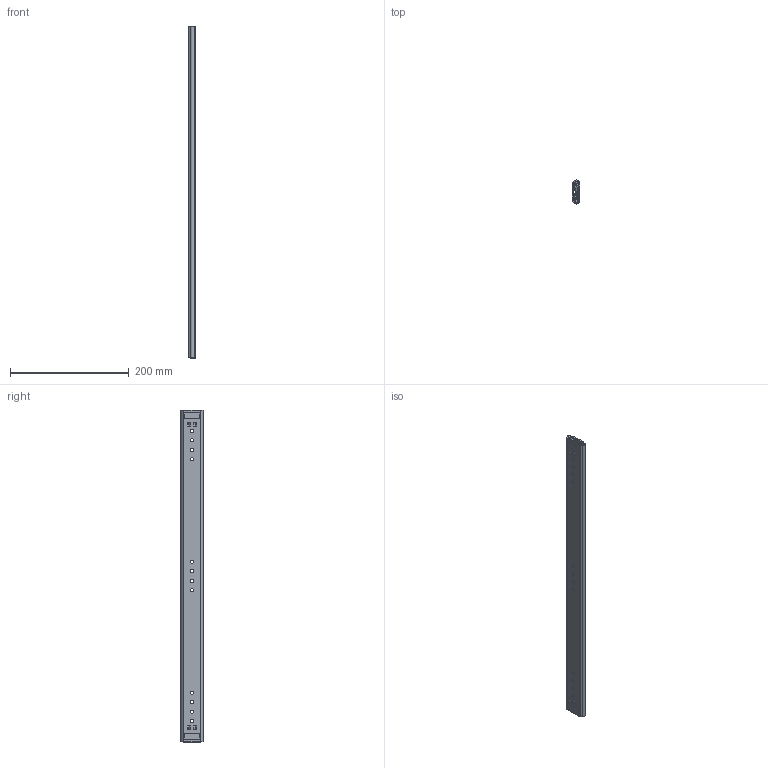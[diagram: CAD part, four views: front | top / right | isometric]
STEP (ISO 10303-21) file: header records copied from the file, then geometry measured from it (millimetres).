
FILE_DESCRIPTION (( 'STEP AP214' ), '1' );
FILE_NAME ('FR_5391.0559mm_22inch_closed.STEP', '2022-10-20T04:52:59', ( '' ), ( '' ), 'SwSTEP 2.0', 'SolidWorks 2020', '' );
FILE_SCHEMA (( 'AUTOMOTIVE_DESIGN' ));
Length unit declared in the file: millimetre
Products named in the file (7): 5391 Drawer Stop; FR_5391.0559mm_22inch_closed; 5391.XXX-01.T028_NL  559; 5391.XXX-03.T028_NL  559; 5391 CABINET GUIDE
Assembly tree (8 placements, depth 3):
  FR_5391.0559mm_22inch_closed
    5391.XXX-01.T028_NL  559
      5391.XXX-01.T028_NL  559
      5391 CABINET GUIDE  x2
    5391.XXX-03.T028_NL  559
      5391.XXX-03.T028_NL  559
      5391 Drawer Stop  x2
Bounding box: 13 x 39.6 x 559 mm (x, y, z)
Volume: 109789.9 mm3; surface area: 116749.1 mm2
Topology: 6 solids, 6 shells, 357 faces, 929 edges, 576 vertices
Faces by surface type: plane 180, cylinder 165, bspline 8, sphere 4
Entity records: 9753 total; most frequent: CARTESIAN_POINT 1885, DIRECTION 1611, ORIENTED_EDGE 1570, EDGE_CURVE 785, AXIS2_PLACEMENT_3D 562, LINE 487, VECTOR 487, VERTEX_POINT 484
